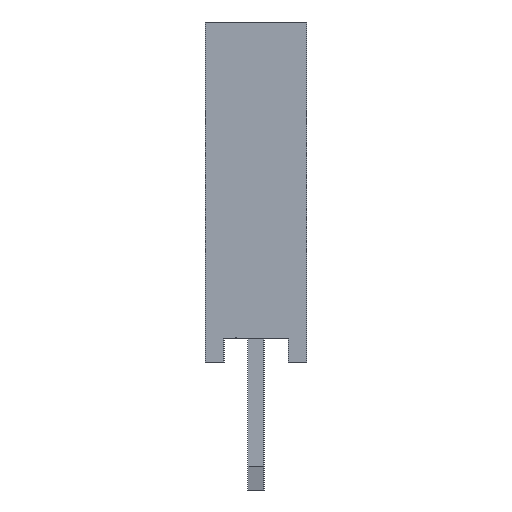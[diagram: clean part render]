
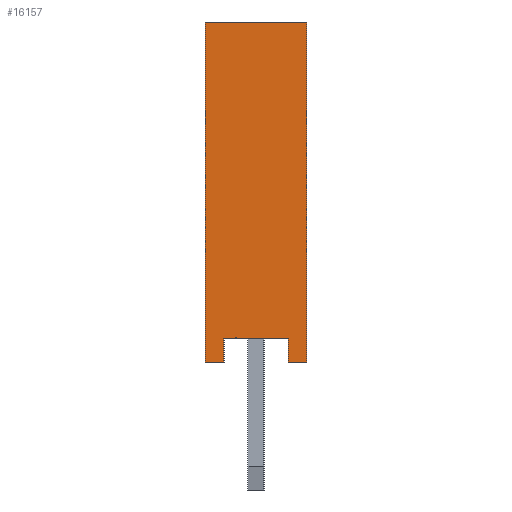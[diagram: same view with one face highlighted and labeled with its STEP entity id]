
A CAD part, left-side view. The second image highlights one B-rep face of the part: STEP entity #16157.
In plain terms, the highlighted planar face has unit normal (-1, 0, 0).
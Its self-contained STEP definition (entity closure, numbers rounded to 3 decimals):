
#251 = DIRECTION ( 'NONE',  ( 0., 0., -1. ) ) ;
#262 = CARTESIAN_POINT ( 'NONE',  ( -1.27, 2.54, 8.5 ) ) ;
#991 = EDGE_LOOP ( 'NONE', ( #6247, #10814, #6204, #9414, #5677, #15420, #16612, #5755 ) ) ;
#1065 = CARTESIAN_POINT ( 'NONE',  ( -1.27, 2.54, 8.5 ) ) ;
#1246 = DIRECTION ( 'NONE',  ( 0., -1., 0. ) ) ;
#2210 = CARTESIAN_POINT ( 'NONE',  ( -1.27, 2.07, 0. ) ) ;
#2996 = LINE ( 'NONE', #5902, #10818 ) ;
#3211 = DIRECTION ( 'NONE',  ( 0., 1., 0. ) ) ;
#3297 = EDGE_CURVE ( 'NONE', #10110, #14467, #2996, .T. ) ;
#3349 = VERTEX_POINT ( 'NONE', #16956 ) ;
#3735 = CARTESIAN_POINT ( 'NONE',  ( -1.27, 0., 0. ) ) ;
#4059 = PLANE ( 'NONE',  #8805 ) ;
#4093 = VECTOR ( 'NONE', #1246, 1000. ) ;
#4447 = CARTESIAN_POINT ( 'NONE',  ( -1.27, 2.07, 0.6 ) ) ;
#4786 = CARTESIAN_POINT ( 'NONE',  ( -1.27, 0.47, 0.6 ) ) ;
#4934 = LINE ( 'NONE', #12269, #17742 ) ;
#5524 = DIRECTION ( 'NONE',  ( 0., 0., -1. ) ) ;
#5677 = ORIENTED_EDGE ( 'NONE', *, *, #7798, .T. ) ;
#5755 = ORIENTED_EDGE ( 'NONE', *, *, #13266, .T. ) ;
#5881 = DIRECTION ( 'NONE',  ( 1., 0., 0. ) ) ;
#5902 = CARTESIAN_POINT ( 'NONE',  ( -1.27, 0., 8.5 ) ) ;
#6130 = VECTOR ( 'NONE', #9763, 1000. ) ;
#6204 = ORIENTED_EDGE ( 'NONE', *, *, #12608, .F. ) ;
#6247 = ORIENTED_EDGE ( 'NONE', *, *, #8244, .T. ) ;
#6660 = VERTEX_POINT ( 'NONE', #262 ) ;
#7454 = LINE ( 'NONE', #13373, #13895 ) ;
#7798 = EDGE_CURVE ( 'NONE', #3349, #14467, #13236, .T. ) ;
#7814 = LINE ( 'NONE', #1065, #4093 ) ;
#7888 = DIRECTION ( 'NONE',  ( 0., 0., -1. ) ) ;
#7959 = CARTESIAN_POINT ( 'NONE',  ( -1.27, 2.54, 0. ) ) ;
#8244 = EDGE_CURVE ( 'NONE', #17324, #10336, #11931, .T. ) ;
#8309 = VERTEX_POINT ( 'NONE', #4786 ) ;
#8475 = CARTESIAN_POINT ( 'NONE',  ( -1.27, 2.54, 8.5 ) ) ;
#8656 = DIRECTION ( 'NONE',  ( 0., 0., -1. ) ) ;
#8805 = AXIS2_PLACEMENT_3D ( 'NONE', #8475, #5881, #8656 ) ;
#9147 = DIRECTION ( 'NONE',  ( 0., -1., 0. ) ) ;
#9414 = ORIENTED_EDGE ( 'NONE', *, *, #16569, .F. ) ;
#9763 = DIRECTION ( 'NONE',  ( 0., -1., 0. ) ) ;
#9780 = EDGE_CURVE ( 'NONE', #6660, #10110, #7814, .T. ) ;
#10110 = VERTEX_POINT ( 'NONE', #15532 ) ;
#10258 = VECTOR ( 'NONE', #5524, 1000. ) ;
#10336 = VERTEX_POINT ( 'NONE', #2210 ) ;
#10701 = LINE ( 'NONE', #13658, #10258 ) ;
#10814 = ORIENTED_EDGE ( 'NONE', *, *, #15504, .F. ) ;
#10818 = VECTOR ( 'NONE', #251, 1000. ) ;
#10908 = DIRECTION ( 'NONE',  ( 0., 0., 1. ) ) ;
#11931 = LINE ( 'NONE', #16046, #12381 ) ;
#12269 = CARTESIAN_POINT ( 'NONE',  ( -1.27, 0.47, 0.6 ) ) ;
#12381 = VECTOR ( 'NONE', #9147, 1000. ) ;
#12608 = EDGE_CURVE ( 'NONE', #8309, #13531, #15905, .T. ) ;
#13236 = LINE ( 'NONE', #7959, #6130 ) ;
#13266 = EDGE_CURVE ( 'NONE', #6660, #17324, #7454, .T. ) ;
#13373 = CARTESIAN_POINT ( 'NONE',  ( -1.27, 2.54, 8.5 ) ) ;
#13531 = VERTEX_POINT ( 'NONE', #4447 ) ;
#13658 = CARTESIAN_POINT ( 'NONE',  ( -1.27, 2.07, 0.6 ) ) ;
#13661 = CARTESIAN_POINT ( 'NONE',  ( -1.27, 2.54, 0. ) ) ;
#13895 = VECTOR ( 'NONE', #7888, 1000. ) ;
#14467 = VERTEX_POINT ( 'NONE', #3735 ) ;
#15420 = ORIENTED_EDGE ( 'NONE', *, *, #3297, .F. ) ;
#15504 = EDGE_CURVE ( 'NONE', #13531, #10336, #10701, .T. ) ;
#15532 = CARTESIAN_POINT ( 'NONE',  ( -1.27, 0., 8.5 ) ) ;
#15534 = CARTESIAN_POINT ( 'NONE',  ( -1.27, 0.47, 0.6 ) ) ;
#15905 = LINE ( 'NONE', #15534, #17860 ) ;
#16046 = CARTESIAN_POINT ( 'NONE',  ( -1.27, 2.54, 0. ) ) ;
#16157 = ADVANCED_FACE ( 'NONE', ( #16688 ), #4059, .F. ) ;
#16569 = EDGE_CURVE ( 'NONE', #3349, #8309, #4934, .T. ) ;
#16612 = ORIENTED_EDGE ( 'NONE', *, *, #9780, .F. ) ;
#16688 = FACE_OUTER_BOUND ( 'NONE', #991, .T. ) ;
#16956 = CARTESIAN_POINT ( 'NONE',  ( -1.27, 0.47, 0. ) ) ;
#17324 = VERTEX_POINT ( 'NONE', #13661 ) ;
#17742 = VECTOR ( 'NONE', #10908, 1000. ) ;
#17860 = VECTOR ( 'NONE', #3211, 1000. ) ;
